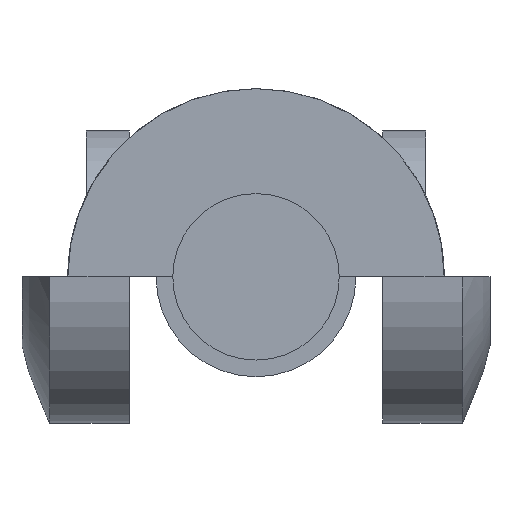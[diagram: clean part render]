
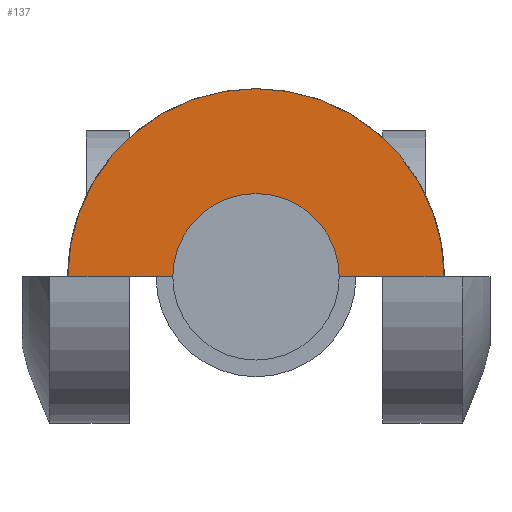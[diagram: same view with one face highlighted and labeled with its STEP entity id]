
A CAD part, left-side view. The second image highlights one B-rep face of the part: STEP entity #137.
In plain terms, the highlighted planar face has unit normal (-1, 0, 0).
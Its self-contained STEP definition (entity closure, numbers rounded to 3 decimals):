
#21 = EDGE_CURVE('',#22,#24,#26,.T.);
#22 = VERTEX_POINT('',#23);
#23 = CARTESIAN_POINT('',(-6.425,-2.825,0.));
#24 = VERTEX_POINT('',#25);
#25 = CARTESIAN_POINT('',(-6.425,-1.25,0.));
#26 = LINE('',#27,#28);
#27 = CARTESIAN_POINT('',(-6.425,-2.825,0.));
#28 = VECTOR('',#29,1.);
#29 = DIRECTION('',(0.,1.,0.));
#112 = VERTEX_POINT('',#113);
#113 = CARTESIAN_POINT('',(-6.425,2.825,0.));
#119 = EDGE_CURVE('',#120,#112,#122,.T.);
#120 = VERTEX_POINT('',#121);
#121 = CARTESIAN_POINT('',(-6.425,1.25,0.));
#122 = LINE('',#123,#124);
#123 = CARTESIAN_POINT('',(-6.425,-2.825,0.));
#124 = VECTOR('',#125,1.);
#125 = DIRECTION('',(0.,1.,0.));
#137 = ADVANCED_FACE('',(#138),#156,.F.);
#138 = FACE_BOUND('',#139,.F.);
#139 = EDGE_LOOP('',(#140,#141,#148,#149));
#140 = ORIENTED_EDGE('',*,*,#119,.T.);
#141 = ORIENTED_EDGE('',*,*,#142,.T.);
#142 = EDGE_CURVE('',#112,#22,#143,.T.);
#143 = CIRCLE('',#144,2.825);
#144 = AXIS2_PLACEMENT_3D('',#145,#146,#147);
#145 = CARTESIAN_POINT('',(-6.425,0.,0.));
#146 = DIRECTION('',(1.,0.,0.));
#147 = DIRECTION('',(0.,1.,0.));
#148 = ORIENTED_EDGE('',*,*,#21,.T.);
#149 = ORIENTED_EDGE('',*,*,#150,.F.);
#150 = EDGE_CURVE('',#120,#24,#151,.T.);
#151 = CIRCLE('',#152,1.25);
#152 = AXIS2_PLACEMENT_3D('',#153,#154,#155);
#153 = CARTESIAN_POINT('',(-6.425,0.,0.));
#154 = DIRECTION('',(1.,0.,0.));
#155 = DIRECTION('',(0.,1.,0.));
#156 = PLANE('',#157);
#157 = AXIS2_PLACEMENT_3D('',#158,#159,#160);
#158 = CARTESIAN_POINT('',(-6.425,0.,0.979));
#159 = DIRECTION('',(1.,0.,0.));
#160 = DIRECTION('',(0.,0.,1.));
